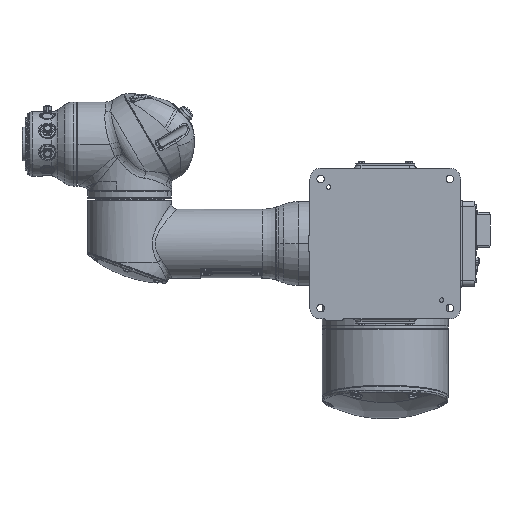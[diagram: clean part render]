
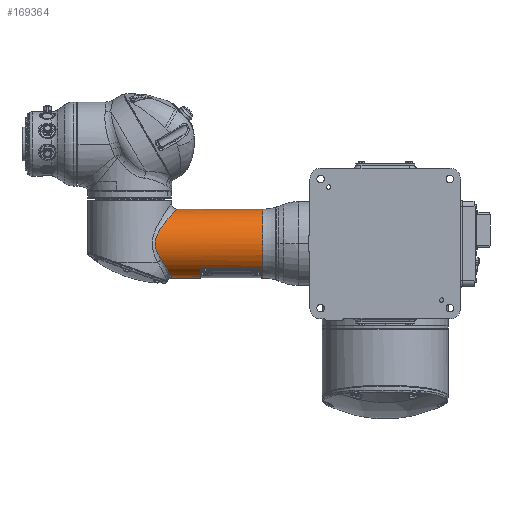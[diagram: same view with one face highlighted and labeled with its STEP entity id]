
A CAD part, front view. The second image highlights one B-rep face of the part: STEP entity #169364.
In plain terms, the highlighted cylindrical face has radius 64 mm (diameter 128 mm), a partial arc.
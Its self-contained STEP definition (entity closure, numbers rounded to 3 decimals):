
#164644=DIRECTION('',(0.,0.,1.));
#164645=VECTOR('',#164644,1.929);
#164646=CARTESIAN_POINT('',(64.,0.,-222.429));
#164647=LINE('',#164646,#164645);
#164653=DIRECTION('',(0.,0.,1.));
#164654=VECTOR('',#164653,159.429);
#164655=CARTESIAN_POINT('',(-64.,0.,-222.429));
#164656=LINE('',#164655,#164654);
#164712=DIRECTION('',(0.,0.,1.));
#164713=VECTOR('',#164712,52.614);
#164714=CARTESIAN_POINT('',(64.,0.,-106.5));
#164715=LINE('',#164714,#164713);
#164807=CARTESIAN_POINT('',(47.4,43.003,-106.5));
#164808=CARTESIAN_POINT('',(47.363,43.043,-106.5));
#164809=CARTESIAN_POINT('',(47.293,43.12,
-106.51));
#164810=CARTESIAN_POINT('',(47.204,43.218,
-106.547));
#164811=CARTESIAN_POINT('',(47.129,43.3,
-106.601));
#164812=CARTESIAN_POINT('',(47.07,43.364,
-106.668));
#164813=CARTESIAN_POINT('',(47.028,43.409,
-106.744));
#164814=CARTESIAN_POINT('',(47.005,43.434,
-106.822));
#164815=CARTESIAN_POINT('',(47.,43.44,-106.874));
#164816=CARTESIAN_POINT('',(47.,43.44,-106.9));
#164829=DIRECTION('',(0.,0.,-1.));
#164830=VECTOR('',#164829,113.2);
#164831=CARTESIAN_POINT('',(47.,43.44,-106.9));
#164832=LINE('',#164831,#164830);
#164833=CARTESIAN_POINT('',(0.,0.,-106.5));
#164834=DIRECTION('',(0.,0.,1.));
#164835=DIRECTION('',(1.,0.,0.));
#164836=AXIS2_PLACEMENT_3D('',#164833,#164834,#164835);
#164838=CARTESIAN_POINT('',(30.27,56.389,
-34.102));
#164839=CARTESIAN_POINT('',(31.655,55.645,
-35.05));
#164840=CARTESIAN_POINT('',(34.371,54.056,
-36.864));
#164841=CARTESIAN_POINT('',(38.251,51.383,
-39.349));
#164842=CARTESIAN_POINT('',(41.912,48.443,
-41.609));
#164843=CARTESIAN_POINT('',(45.334,45.256,
-43.655));
#164844=CARTESIAN_POINT('',(48.5,41.844,
-45.495));
#164845=CARTESIAN_POINT('',(51.398,38.228,
-47.137));
#164846=CARTESIAN_POINT('',(54.014,34.431,
-48.589));
#164847=CARTESIAN_POINT('',(56.342,30.473,
-49.857));
#164848=CARTESIAN_POINT('',(58.372,26.376,
-50.946));
#164849=CARTESIAN_POINT('',(60.099,22.159,
-51.86));
#164850=CARTESIAN_POINT('',(61.518,17.845,
-52.603));
#164851=CARTESIAN_POINT('',(62.625,13.452,
-53.178));
#164852=CARTESIAN_POINT('',(63.418,9.,
-53.587));
#164853=CARTESIAN_POINT('',(63.894,4.51,
-53.832));
#164854=CARTESIAN_POINT('',(64.,1.503,
-53.886));
#164855=CARTESIAN_POINT('',(64.,0.,-53.886));
#164857=CARTESIAN_POINT('',(-64.,0.,-63.));
#164858=CARTESIAN_POINT('',(-64.,1.293,
-63.));
#164859=CARTESIAN_POINT('',(-63.922,3.89,
-62.924));
#164860=CARTESIAN_POINT('',(-63.564,7.797,
-62.576));
#164861=CARTESIAN_POINT('',(-62.961,11.716,
-61.991));
#164862=CARTESIAN_POINT('',(-62.1,15.655,
-61.16));
#164863=CARTESIAN_POINT('',(-60.968,19.615,
-60.071));
#164864=CARTESIAN_POINT('',(-59.543,23.597,
-58.71));
#164865=CARTESIAN_POINT('',(-57.802,27.595,
-57.062));
#164866=CARTESIAN_POINT('',(-55.718,31.599,
-55.111));
#164867=CARTESIAN_POINT('',(-53.262,35.591,
-52.843));
#164868=CARTESIAN_POINT('',(-50.405,39.542,
-50.253));
#164869=CARTESIAN_POINT('',(-47.123,43.409,
-47.349));
#164870=CARTESIAN_POINT('',(-43.407,47.131,
-44.165));
#164871=CARTESIAN_POINT('',(-39.283,50.624,
-40.778));
#164872=CARTESIAN_POINT('',(-34.836,53.78,
-37.33));
#164873=CARTESIAN_POINT('',(-30.241,56.485,
-34.03));
#164874=CARTESIAN_POINT('',(-25.723,58.669,
-31.092));
#164875=CARTESIAN_POINT('',(-21.462,60.346,
-28.646));
#164876=CARTESIAN_POINT('',(-17.53,61.594,
-26.706));
#164877=CARTESIAN_POINT('',(-13.912,62.503,
-25.219));
#164878=CARTESIAN_POINT('',(-10.557,63.152,
-24.118));
#164879=CARTESIAN_POINT('',(-7.402,63.596,
-23.344));
#164880=CARTESIAN_POINT('',(-4.385,63.873,
-22.852));
#164881=CARTESIAN_POINT('',(-1.45,64.006,
-22.613));
#164882=CARTESIAN_POINT('',(1.458,64.005,
-22.614));
#164883=CARTESIAN_POINT('',(4.393,63.872,
-22.853));
#164884=CARTESIAN_POINT('',(7.41,63.595,
-23.346));
#164885=CARTESIAN_POINT('',(10.566,63.15,
-24.121));
#164886=CARTESIAN_POINT('',(13.922,62.501,
-25.222));
#164887=CARTESIAN_POINT('',(17.541,61.591,
-26.711));
#164888=CARTESIAN_POINT('',(21.473,60.343,
-28.652));
#164889=CARTESIAN_POINT('',(25.743,58.66,
-31.105));
#164890=CARTESIAN_POINT('',(28.739,57.211,
-33.053));
#164891=CARTESIAN_POINT('',(30.27,56.389,
-34.102));
#164893=CARTESIAN_POINT('',(0.,0.,-222.429));
#164894=DIRECTION('',(0.,0.,-1.));
#164895=DIRECTION('',(-1.,0.,0.));
#164896=AXIS2_PLACEMENT_3D('',#164893,#164894,#164895);
#164898=CARTESIAN_POINT('',(0.,0.,-220.5));
#164899=DIRECTION('',(0.,0.,1.));
#164900=DIRECTION('',(1.,0.,0.));
#164901=AXIS2_PLACEMENT_3D('',#164898,#164899,#164900);
#164943=CARTESIAN_POINT('',(47.,43.44,-220.1));
#164944=CARTESIAN_POINT('',(47.,43.44,-220.126));
#164945=CARTESIAN_POINT('',(47.005,43.434,
-220.178));
#164946=CARTESIAN_POINT('',(47.028,43.409,
-220.256));
#164947=CARTESIAN_POINT('',(47.07,43.364,
-220.332));
#164948=CARTESIAN_POINT('',(47.129,43.3,
-220.399));
#164949=CARTESIAN_POINT('',(47.204,43.218,
-220.453));
#164950=CARTESIAN_POINT('',(47.293,43.12,
-220.49));
#164951=CARTESIAN_POINT('',(47.363,43.043,-220.5));
#164952=CARTESIAN_POINT('',(47.4,43.003,-220.5));
#168258=VERTEX_POINT('',#164857);
#168259=VERTEX_POINT('',#164891);
#168262=VERTEX_POINT('',#164855);
#168263=CARTESIAN_POINT('',(-64.,0.,-222.429));
#168264=CARTESIAN_POINT('',(64.,0.,-222.429));
#168265=VERTEX_POINT('',#168263);
#168266=VERTEX_POINT('',#168264);
#168267=CARTESIAN_POINT('',(64.,0.,-106.5));
#168268=VERTEX_POINT('',#168267);
#168269=CARTESIAN_POINT('',(64.,0.,-220.5));
#168270=VERTEX_POINT('',#168269);
#168294=CARTESIAN_POINT('',(47.,43.44,-220.1));
#168296=VERTEX_POINT('',#168294);
#168298=CARTESIAN_POINT('',(47.4,43.003,-220.5));
#168300=VERTEX_POINT('',#168298);
#168302=CARTESIAN_POINT('',(47.4,43.003,-106.5));
#168304=VERTEX_POINT('',#168302);
#168306=CARTESIAN_POINT('',(47.,43.44,-106.9));
#168308=VERTEX_POINT('',#168306);
#169341=CARTESIAN_POINT('',(0.,0.,-269.));
#169342=DIRECTION('',(0.,0.,1.));
#169343=DIRECTION('',(1.,0.,0.));
#169344=AXIS2_PLACEMENT_3D('',#169341,#169342,#169343);
#169345=CYLINDRICAL_SURFACE('',#169344,64.);
#169347=ORIENTED_EDGE('',*,*,#169346,.F.);
#169348=ORIENTED_EDGE('',*,*,#169333,.F.);
#169349=ORIENTED_EDGE('',*,*,#169288,.F.);
#169350=ORIENTED_EDGE('',*,*,#169275,.T.);
#169352=ORIENTED_EDGE('',*,*,#169351,.F.);
#169354=ORIENTED_EDGE('',*,*,#169353,.F.);
#169355=ORIENTED_EDGE('',*,*,#169269,.F.);
#169356=ORIENTED_EDGE('',*,*,#169231,.T.);
#169357=ORIENTED_EDGE('',*,*,#169266,.T.);
#169359=ORIENTED_EDGE('',*,*,#169358,.T.);
#169361=ORIENTED_EDGE('',*,*,#169360,.F.);
#169362=EDGE_LOOP('',(#169347,#169348,#169349,#169350,#169352,#169354,#169355,
#169356,#169357,#169359,#169361));
#169363=FACE_OUTER_BOUND('',#169362,.F.);
#169364=ADVANCED_FACE('',(#169363),#169345,.T.);
#164817=B_SPLINE_CURVE_WITH_KNOTS('',3,(#164807,#164808,#164809,#164810,#164811,
#164812,#164813,#164814,#164815,#164816),.UNSPECIFIED.,.F.,.F.,(4,1,1,1,1,1,1,
4),(0.,0.143,0.286,0.429,
0.571,0.714,0.857,1.),.UNSPECIFIED.);
#164837=CIRCLE('',#164836,64.);
#164856=B_SPLINE_CURVE_WITH_KNOTS('',3,(#164838,#164839,#164840,#164841,#164842,
#164843,#164844,#164845,#164846,#164847,#164848,#164849,#164850,#164851,#164852,
#164853,#164854,#164855),.UNSPECIFIED.,.F.,.F.,(4,1,1,1,1,1,1,1,1,1,1,1,1,1,1,
4),(0.,0.067,0.133,0.2,0.267,
0.333,0.4,0.467,0.533,0.6,
0.667,0.733,0.8,0.867,0.933,
1.),.UNSPECIFIED.);
#164892=B_SPLINE_CURVE_WITH_KNOTS('',3,(#164857,#164858,#164859,#164860,#164861,
#164862,#164863,#164864,#164865,#164866,#164867,#164868,#164869,#164870,#164871,
#164872,#164873,#164874,#164875,#164876,#164877,#164878,#164879,#164880,#164881,
#164882,#164883,#164884,#164885,#164886,#164887,#164888,#164889,#164890,
#164891),.UNSPECIFIED.,.F.,.F.,(4,1,1,1,1,1,1,1,1,1,1,1,1,1,1,1,1,1,1,1,1,1,1,1,
1,1,1,1,1,1,1,1,4),(0.,0.031,0.063,0.094,0.125,0.156,0.188,
0.219,0.25,0.281,0.313,0.344,0.375,0.406,0.438,
0.469,0.5,0.531,0.563,0.594,0.625,0.656,0.688,
0.719,0.75,0.781,0.813,0.844,0.875,0.906,0.938,
0.969,1.),.UNSPECIFIED.);
#164897=CIRCLE('',#164896,64.);
#164902=CIRCLE('',#164901,64.);
#164953=B_SPLINE_CURVE_WITH_KNOTS('',3,(#164943,#164944,#164945,#164946,#164947,
#164948,#164949,#164950,#164951,#164952),.UNSPECIFIED.,.F.,.F.,(4,1,1,1,1,1,1,
4),(0.,0.143,0.286,0.429,
0.571,0.714,0.857,1.),.UNSPECIFIED.);
#169231=EDGE_CURVE('',#168265,#168266,#164897,.T.);
#169266=EDGE_CURVE('',#168266,#168270,#164647,.T.);
#169269=EDGE_CURVE('',#168265,#168258,#164656,.T.);
#169275=EDGE_CURVE('',#168268,#168262,#164715,.T.);
#169288=EDGE_CURVE('',#168268,#168304,#164837,.T.);
#169333=EDGE_CURVE('',#168304,#168308,#164817,.T.);
#169346=EDGE_CURVE('',#168308,#168296,#164832,.T.);
#169351=EDGE_CURVE('',#168259,#168262,#164856,.T.);
#169353=EDGE_CURVE('',#168258,#168259,#164892,.T.);
#169358=EDGE_CURVE('',#168270,#168300,#164902,.T.);
#169360=EDGE_CURVE('',#168296,#168300,#164953,.T.);
